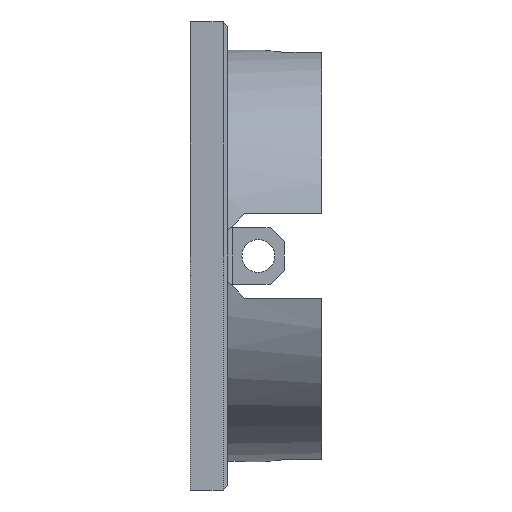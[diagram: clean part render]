
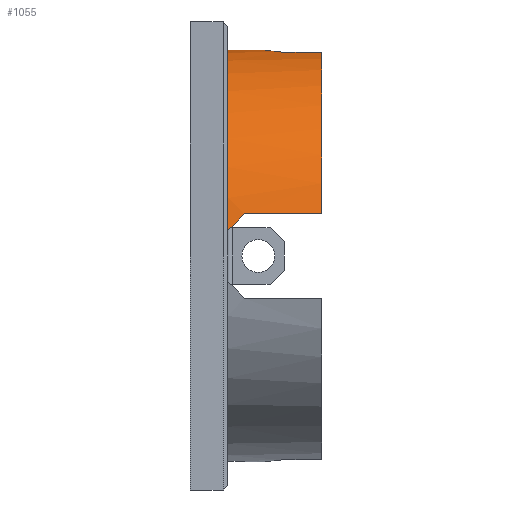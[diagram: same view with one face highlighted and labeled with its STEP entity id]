
A CAD part, left-side view. The second image highlights one B-rep face of the part: STEP entity #1055.
In plain terms, the highlighted cylindrical face has radius 22 mm (diameter 44 mm), a partial arc.
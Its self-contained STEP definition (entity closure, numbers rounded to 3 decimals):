
#67 = DIRECTION ( 'NONE',  ( 0., -1., 0. ) ) ;
#152 = VECTOR ( 'NONE', #67, 1000. ) ;
#197 = EDGE_CURVE ( 'NONE', #2871, #3061, #2615, .T. ) ;
#207 = CARTESIAN_POINT ( 'NONE',  ( -3., -12., 21.794 ) ) ;
#224 = LINE ( 'NONE', #2461, #1397 ) ;
#251 = ORIENTED_EDGE ( 'NONE', *, *, #2113, .T. ) ;
#273 = EDGE_CURVE ( 'NONE', #2292, #2537, #2395, .T. ) ;
#303 = DIRECTION ( 'NONE',  ( 0., 0., 1. ) ) ;
#403 = DIRECTION ( 'NONE',  ( 0., -1., 0. ) ) ;
#430 = CARTESIAN_POINT ( 'NONE',  ( -3., -12., 21.794 ) ) ;
#458 = DIRECTION ( 'NONE',  ( 0., -1., 0. ) ) ;
#465 = AXIS2_PLACEMENT_3D ( 'NONE', #687, #403, #1903 ) ;
#606 = CARTESIAN_POINT ( 'NONE',  ( 0., -2., 22. ) ) ;
#642 = CARTESIAN_POINT ( 'NONE',  ( -3., -7.75, 21.794 ) ) ;
#679 = ORIENTED_EDGE ( 'NONE', *, *, #3086, .T. ) ;
#683 = ORIENTED_EDGE ( 'NONE', *, *, #1117, .T. ) ;
#687 = CARTESIAN_POINT ( 'NONE',  ( 0., -12., 0. ) ) ;
#750 = FACE_OUTER_BOUND ( 'NONE', #1560, .T. ) ;
#758 = VERTEX_POINT ( 'NONE', #2768 ) ;
#761 = CARTESIAN_POINT ( 'NONE',  ( 0., -12., 0. ) ) ;
#811 = VERTEX_POINT ( 'NONE', #1349 ) ;
#1020 =( BOUNDED_CURVE ( )  B_SPLINE_CURVE ( 3, ( #642, #1166, #2140, #1835 ),
 .UNSPECIFIED., .F., .T. ) 
 B_SPLINE_CURVE_WITH_KNOTS ( ( 4, 4 ),
 ( 4.576, 4.656 ),
 .UNSPECIFIED. ) 
 CURVE ( )  GEOMETRIC_REPRESENTATION_ITEM ( )  RATIONAL_B_SPLINE_CURVE ( ( 1., 0.999, 0.999, 1. ) ) 
 REPRESENTATION_ITEM ( '' )  );
#1055 = ADVANCED_FACE ( 'NONE', ( #750 ), #1719, .T. ) ;
#1098 = CARTESIAN_POINT ( 'NONE',  ( -21.827, -2., 2.75 ) ) ;
#1117 = EDGE_CURVE ( 'NONE', #2537, #2215, #2536, .T. ) ;
#1166 = CARTESIAN_POINT ( 'NONE',  ( -2.419, -7.169, 21.874 ) ) ;
#1181 = CARTESIAN_POINT ( 'NONE',  ( -21.827, -2., 2.75 ) ) ;
#1202 = DIRECTION ( 'NONE',  ( 0., 1., 0. ) ) ;
#1247 = DIRECTION ( 'NONE',  ( 0., 1., 0. ) ) ;
#1261 = EDGE_CURVE ( 'NONE', #2871, #811, #1840, .T. ) ;
#1286 = CARTESIAN_POINT ( 'NONE',  ( 0., -6., 0. ) ) ;
#1288 = AXIS2_PLACEMENT_3D ( 'NONE', #1677, #458, #2159 ) ;
#1307 = CARTESIAN_POINT ( 'NONE',  ( -21.535, -3.75, 4.5 ) ) ;
#1342 = ORIENTED_EDGE ( 'NONE', *, *, #197, .T. ) ;
#1349 = CARTESIAN_POINT ( 'NONE',  ( -21.535, -12., 4.5 ) ) ;
#1355 = DIRECTION ( 'NONE',  ( 0., 1., 0. ) ) ;
#1397 = VECTOR ( 'NONE', #1202, 1000. ) ;
#1401 = CIRCLE ( 'NONE', #2053, 22. ) ;
#1424 = LINE ( 'NONE', #1751, #152 ) ;
#1455 = DIRECTION ( 'NONE',  ( 0., 0., 1. ) ) ;
#1542 = ORIENTED_EDGE ( 'NONE', *, *, #1852, .T. ) ;
#1560 = EDGE_LOOP ( 'NONE', ( #679, #1542, #3019, #683, #3098, #2559, #1342, #251 ) ) ;
#1596 = CARTESIAN_POINT ( 'NONE',  ( -21.656, -3.171, 3.921 ) ) ;
#1677 = CARTESIAN_POINT ( 'NONE',  ( 0., -2., 0. ) ) ;
#1719 = CYLINDRICAL_SURFACE ( 'NONE', #2147, 22. ) ;
#1724 = CARTESIAN_POINT ( 'NONE',  ( -21.535, -3.75, 4.5 ) ) ;
#1751 = CARTESIAN_POINT ( 'NONE',  ( -21.535, -12., 4.5 ) ) ;
#1835 = CARTESIAN_POINT ( 'NONE',  ( -1.25, -6., 21.964 ) ) ;
#1840 = CIRCLE ( 'NONE', #465, 22. ) ;
#1852 = EDGE_CURVE ( 'NONE', #758, #2292, #224, .T. ) ;
#1903 = DIRECTION ( 'NONE',  ( 0., 0., -1. ) ) ;
#2053 = AXIS2_PLACEMENT_3D ( 'NONE', #1286, #1355, #303 ) ;
#2080 = CARTESIAN_POINT ( 'NONE',  ( -3., -7.75, 21.794 ) ) ;
#2113 = EDGE_CURVE ( 'NONE', #3061, #2235, #1020, .T. ) ;
#2140 = CARTESIAN_POINT ( 'NONE',  ( -1.835, -6.585, 21.931 ) ) ;
#2147 = AXIS2_PLACEMENT_3D ( 'NONE', #761, #1247, #1455 ) ;
#2159 = DIRECTION ( 'NONE',  ( 0., 0., -1. ) ) ;
#2215 = VERTEX_POINT ( 'NONE', #1724 ) ;
#2235 = VERTEX_POINT ( 'NONE', #2629 ) ;
#2247 = VECTOR ( 'NONE', #2333, 1000. ) ;
#2292 = VERTEX_POINT ( 'NONE', #606 ) ;
#2333 = DIRECTION ( 'NONE',  ( 0., 1., 0. ) ) ;
#2395 = CIRCLE ( 'NONE', #1288, 22. ) ;
#2461 = CARTESIAN_POINT ( 'NONE',  ( 0., -12., 22. ) ) ;
#2481 = CARTESIAN_POINT ( 'NONE',  ( -21.753, -2.587, 3.337 ) ) ;
#2536 =( BOUNDED_CURVE ( )  B_SPLINE_CURVE ( 3, ( #1098, #2481, #1596, #1307 ),
 .UNSPECIFIED., .F., .T. ) 
 B_SPLINE_CURVE_WITH_KNOTS ( ( 4, 4 ),
 ( 1.696, 1.777 ),
 .UNSPECIFIED. ) 
 CURVE ( )  GEOMETRIC_REPRESENTATION_ITEM ( )  RATIONAL_B_SPLINE_CURVE ( ( 1., 0.999, 0.999, 1. ) ) 
 REPRESENTATION_ITEM ( '' )  );
#2537 = VERTEX_POINT ( 'NONE', #1181 ) ;
#2559 = ORIENTED_EDGE ( 'NONE', *, *, #1261, .F. ) ;
#2615 = LINE ( 'NONE', #430, #2247 ) ;
#2629 = CARTESIAN_POINT ( 'NONE',  ( -1.25, -6., 21.964 ) ) ;
#2657 = EDGE_CURVE ( 'NONE', #2215, #811, #1424, .T. ) ;
#2768 = CARTESIAN_POINT ( 'NONE',  ( 0., -6., 22. ) ) ;
#2871 = VERTEX_POINT ( 'NONE', #207 ) ;
#3019 = ORIENTED_EDGE ( 'NONE', *, *, #273, .T. ) ;
#3061 = VERTEX_POINT ( 'NONE', #2080 ) ;
#3086 = EDGE_CURVE ( 'NONE', #2235, #758, #1401, .T. ) ;
#3098 = ORIENTED_EDGE ( 'NONE', *, *, #2657, .T. ) ;
